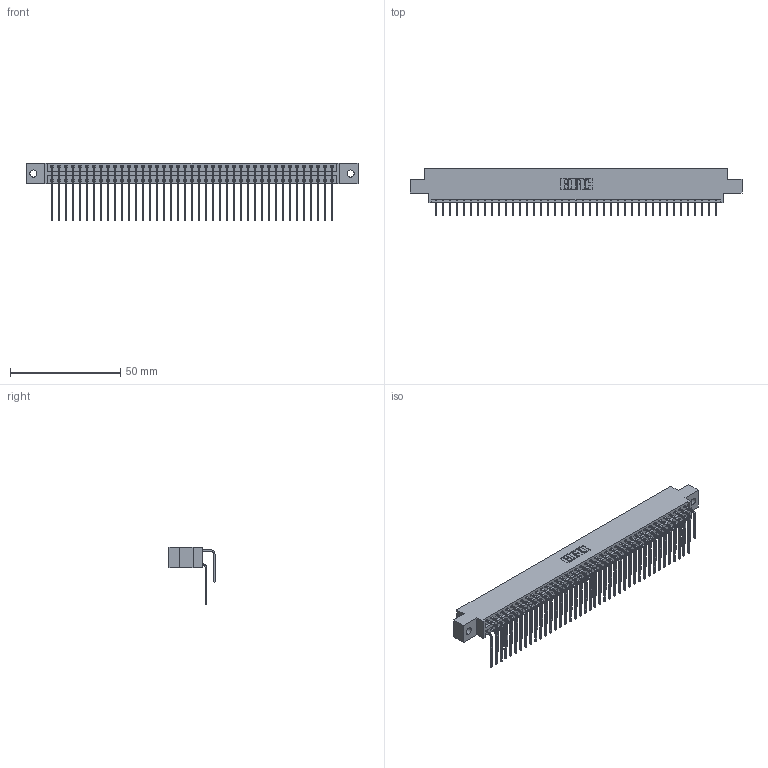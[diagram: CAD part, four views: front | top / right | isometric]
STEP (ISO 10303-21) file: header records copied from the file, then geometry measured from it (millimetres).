
FILE_DESCRIPTION (( 'STEP AP203' ), '1' );
FILE_NAME ('396-082-559-802.STEP', '2018-09-09T23:55:44', ( '' ), ( '' ), 'SwSTEP 2.0', 'SolidWorks 2016', '' );
FILE_SCHEMA (( 'CONFIG_CONTROL_DESIGN' ));
Length unit declared in the file: inch
Products named in the file (4): 345-292-001_558 559 Tail - 1; 345-292-001_559 Tail - 2; 396-082-559-802; 346 Part_0.170 Offset - 0.128 Dia
Assembly tree (83 placements, depth 2):
  396-082-559-802
    346 Part_0.170 Offset - 0.128 Dia
    345-292-001_558 559 Tail - 1  x41
    345-292-001_559 Tail - 2  x41
Bounding box: 150.75 x 20.89 x 26.16 mm (x, y, z)
Volume: 14973.9 mm3; surface area: 22746.6 mm2
Topology: 83 solids, 83 shells, 4554 faces, 13543 edges, 8918 vertices
Faces by surface type: plane 3114, cylinder 1440
Entity records: 28811 total; most frequent: CARTESIAN_POINT 4803, ORIENTED_EDGE 4686, DIRECTION 4255, EDGE_CURVE 2343, LINE 2007, VECTOR 2007, VERTEX_POINT 1558, AXIS2_PLACEMENT_3D 1124
